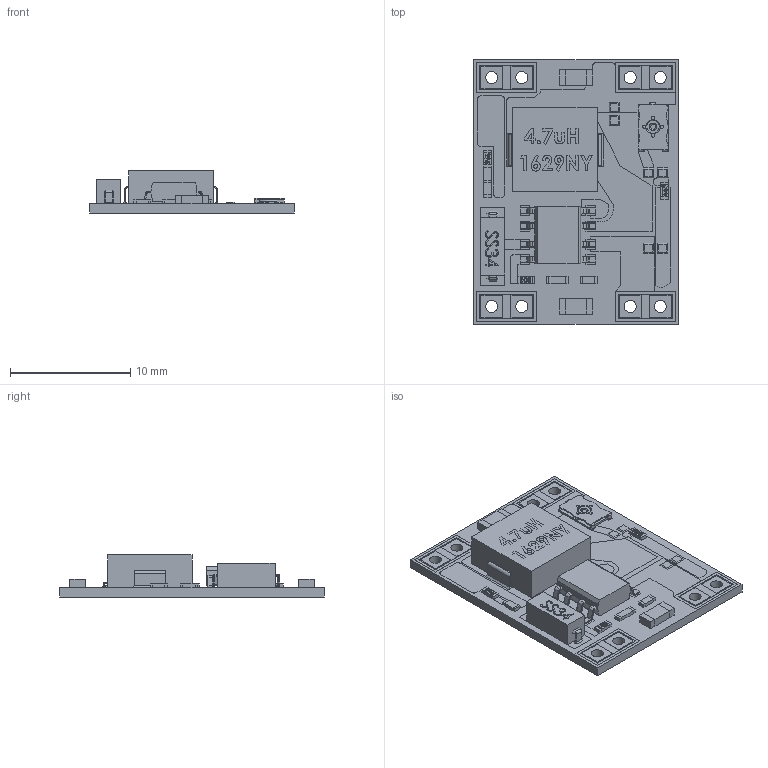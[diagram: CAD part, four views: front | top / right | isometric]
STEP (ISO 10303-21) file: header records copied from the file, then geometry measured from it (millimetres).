
FILE_DESCRIPTION(/* description */ (''),/* implementation_level */ '2;1');
FILE_NAME(/* name */ 'MP1584 Regulador.step',/* time_stamp */ '2019-11-05T09:31:08-06:00',/* author */ (''),/* organization */ (''),/* preprocessor_version */ 'ST-DEVELOPER v18',/* originating_system */ 'Autodesk Translation Framework v8.9.1.1155',/* authorisation */ '');
FILE_SCHEMA (('AUTOMOTIVE_DESIGN { 1 0 10303 214 3 1 1 }'));
Length unit declared in the file: millimetre
Products named in the file (1): (Unsaved)
Bounding box: 17 x 22 x 3.5 mm (x, y, z)
Volume: 486.5 mm3; surface area: 1257.7 mm2
Topology: 29 solids, 29 shells, 1194 faces, 3163 edges, 2141 vertices
Faces by surface type: plane 907, cylinder 210, torus 64, cone 7, sphere 6
Full cylindrical faces by diameter (mm): 0.45 x2, 1 x8
Entity records: 45601 total; most frequent: CARTESIAN_POINT 14341, ORIENTED_EDGE 6314, DIRECTION 5858, EDGE_CURVE 3157, LINE 2430, VECTOR 2430, VERTEX_POINT 2141, AXIS2_PLACEMENT_3D 1714
